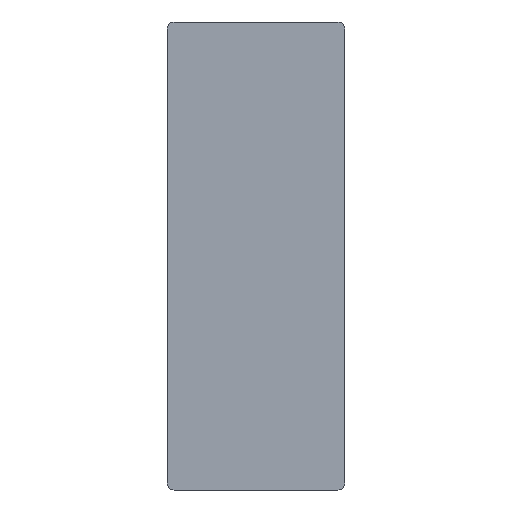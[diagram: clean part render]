
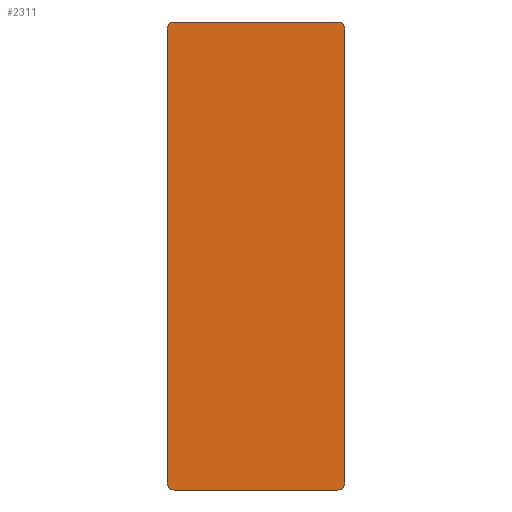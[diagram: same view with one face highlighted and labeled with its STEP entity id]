
A CAD part, left-side view. The second image highlights one B-rep face of the part: STEP entity #2311.
In plain terms, the highlighted planar face has unit normal (-1, 0, 0).
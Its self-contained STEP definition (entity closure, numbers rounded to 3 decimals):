
#2006=CARTESIAN_POINT('POINT17635',(-18.7,17.5,84.));
#2007=VERTEX_POINT('VERTEX17635',#2006);
#2014=CARTESIAN_POINT('POINT17636',(-18.7,-17.5,84.));
#2015=VERTEX_POINT('VERTEX17636',#2014);
#2016=CARTESIAN_POINT('POS25297',(-18.7,-17.5,84.));
#2017=DIRECTION('DIR39555',(0.,1.,0.));
#2018=VECTOR('VEC11039',#2017,1.);
#2019=LINE('STRAIGHT11039',#2016,#2018);
#2020=EDGE_CURVE('EDGE28483',#2015,#2007,#2019,.T.);
#2085=CARTESIAN_POINT('POINT17640',(-18.7,19.,82.5));
#2086=VERTEX_POINT('VERTEX17640',#2085);
#2093=CARTESIAN_POINT('POS25306',(-18.7,17.5,82.5));
#2094=DIRECTION('DIR39568',(-1.,0.,0.));
#2095=DIRECTION('DIR39569',(0.,0.,1.));
#2096=AXIS2_PLACEMENT_3D('AXIS14263',#2093,#2094,#2095);
#2097=CIRCLE('ELLIPSE6970',#2096,1.5);
#2098=EDGE_CURVE('EDGE28491',#2007,#2086,#2097,.T.);
#2149=CARTESIAN_POINT('POINT17643',(-18.7,17.5,-16.));
#2150=VERTEX_POINT('VERTEX17643',#2149);
#2159=CARTESIAN_POINT('POINT17645',(-18.7,19.,-14.5));
#2160=VERTEX_POINT('VERTEX17645',#2159);
#2161=CARTESIAN_POINT('POS25313',(-18.7,17.5,-14.5));
#2162=DIRECTION('DIR39579',(-1.,0.,0.));
#2163=DIRECTION('DIR39580',(0.,1.,0.));
#2164=AXIS2_PLACEMENT_3D('AXIS14267',#2161,#2162,#2163);
#2165=CIRCLE('ELLIPSE6972',#2164,1.5);
#2166=EDGE_CURVE('EDGE28497',#2160,#2150,#2165,.T.);
#2231=CARTESIAN_POINT('POINT17649',(-18.7,-19.,-14.5));
#2232=VERTEX_POINT('VERTEX17649',#2231);
#2241=CARTESIAN_POINT('POINT17651',(-18.7,-17.5,-16.));
#2242=VERTEX_POINT('VERTEX17651',#2241);
#2243=CARTESIAN_POINT('POS25322',(-18.7,-17.5,-14.5));
#2244=DIRECTION('DIR39593',(-1.,0.,0.));
#2245=DIRECTION('DIR39594',(0.,0.,-1.));
#2246=AXIS2_PLACEMENT_3D('AXIS14272',#2243,#2244,#2245);
#2247=CIRCLE('ELLIPSE6975',#2246,1.5);
#2248=EDGE_CURVE('EDGE28505',#2242,#2232,#2247,.T.);
#2273=CARTESIAN_POINT('POS25326',(-18.7,0.,
   -16.));
#2274=DIRECTION('DIR39600',(0.,-1.,0.));
#2275=VECTOR('VEC11052',#2274,1.);
#2276=LINE('STRAIGHT11052',#2273,#2275);
#2277=EDGE_CURVE('EDGE28508',#2150,#2242,#2276,.T.);
#2278=ORIENTED_EDGE('COEDGE56967',*,*,#2277,.T.);
#2279=ORIENTED_EDGE('COEDGE56968',*,*,#2248,.T.);
#2280=CARTESIAN_POINT('POINT17653',(-18.7,-19.,82.5));
#2281=VERTEX_POINT('VERTEX17653',#2280);
#2282=CARTESIAN_POINT('POS25327',(-18.7,-19.,-14.5));
#2283=DIRECTION('DIR39601',(0.,0.,1.));
#2284=VECTOR('VEC11053',#2283,1.);
#2285=LINE('STRAIGHT11053',#2282,#2284);
#2286=EDGE_CURVE('EDGE28509',#2232,#2281,#2285,.T.);
#2287=ORIENTED_EDGE('COEDGE56969',*,*,#2286,.T.);
#2288=CARTESIAN_POINT('POS25328',(-18.7,-17.5,82.5));
#2289=DIRECTION('DIR39602',(-1.,0.,0.));
#2290=DIRECTION('DIR39603',(0.,-1.,0.));
#2291=AXIS2_PLACEMENT_3D('AXIS14275',#2288,#2289,#2290);
#2292=CIRCLE('ELLIPSE6977',#2291,1.5);
#2293=EDGE_CURVE('EDGE28510',#2281,#2015,#2292,.T.);
#2294=ORIENTED_EDGE('COEDGE56970',*,*,#2293,.T.);
#2295=ORIENTED_EDGE('COEDGE56971',*,*,#2020,.T.);
#2296=ORIENTED_EDGE('COEDGE56972',*,*,#2098,.T.);
#2297=CARTESIAN_POINT('POS25329',(-18.7,19.,82.5));
#2298=DIRECTION('DIR39604',(0.,0.,-1.));
#2299=VECTOR('VEC11054',#2298,1.);
#2300=LINE('STRAIGHT11054',#2297,#2299);
#2301=EDGE_CURVE('EDGE28511',#2086,#2160,#2300,.T.);
#2302=ORIENTED_EDGE('COEDGE56973',*,*,#2301,.T.);
#2303=ORIENTED_EDGE('COEDGE56974',*,*,#2166,.T.);
#2304=EDGE_LOOP('NONE',(#2278,#2279,#2287,#2294,#2295,#2296,#2302,#2303)
   );
#2305=FACE_BOUND('LOOP1',#2304,.T.);
#2306=CARTESIAN_POINT('POS25330',(-18.7,0.,
   34.));
#2307=DIRECTION('DIR39605',(1.,0.,0.));
#2308=DIRECTION('DIR39606',(0.,1.,0.));
#2309=AXIS2_PLACEMENT_3D('AXIS14276',#2306,#2307,#2308);
#2310=PLANE('PLANE4033',#2309);
#2311=ADVANCED_FACE('FACE12738',(#2305),#2310,.F.);
